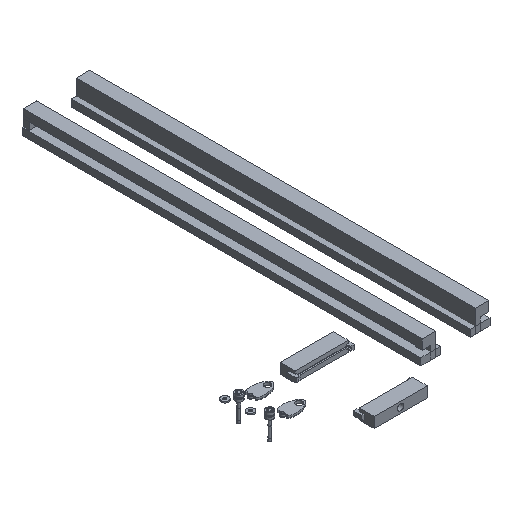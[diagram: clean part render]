
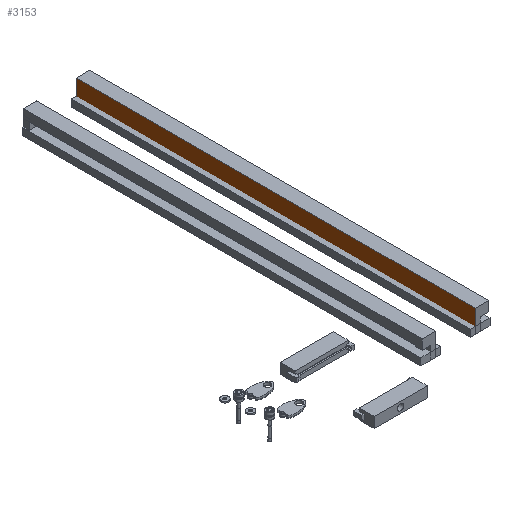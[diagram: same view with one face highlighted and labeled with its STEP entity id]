
A CAD part, isometric view. The second image highlights one B-rep face of the part: STEP entity #3153.
In plain terms, the highlighted planar face has unit normal (-1, 0, 0).
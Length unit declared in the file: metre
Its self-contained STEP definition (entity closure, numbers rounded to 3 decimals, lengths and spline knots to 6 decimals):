
#50=LINE('',#4848,#385);
#61=LINE('',#4870,#396);
#62=LINE('',#4872,#397);
#63=LINE('',#4874,#398);
#385=VECTOR('',#3957,1.);
#396=VECTOR('',#3974,1.);
#397=VECTOR('',#3975,1.);
#398=VECTOR('',#3976,1.);
#857=PLANE('',#3635);
#1053=ORIENTED_EDGE('',*,*,#1862,.T.);
#1054=ORIENTED_EDGE('',*,*,#1863,.T.);
#1055=ORIENTED_EDGE('',*,*,#1864,.T.);
#1056=ORIENTED_EDGE('',*,*,#1851,.F.);
#1851=EDGE_CURVE('',#2260,#2261,#50,.T.);
#1862=EDGE_CURVE('',#2260,#2268,#61,.T.);
#1863=EDGE_CURVE('',#2268,#2269,#62,.T.);
#1864=EDGE_CURVE('',#2269,#2261,#63,.T.);
#2260=VERTEX_POINT('',#4849);
#2261=VERTEX_POINT('',#4850);
#2268=VERTEX_POINT('',#4871);
#2269=VERTEX_POINT('',#4873);
#2618=EDGE_LOOP('',(#1053,#1054,#1055,#1056));
#2873=FACE_BOUND('',#2618,.T.);
#3153=ADVANCED_FACE('',(#2873),#857,.F.);
#3635=AXIS2_PLACEMENT_3D('',#4869,#3972,#3973);
#3957=DIRECTION('',(0.,-1.,0.));
#3972=DIRECTION('',(1.,0.,0.));
#3973=DIRECTION('',(0.,0.,-1.));
#3974=DIRECTION('',(0.,0.,-1.));
#3975=DIRECTION('',(0.,-1.,0.));
#3976=DIRECTION('',(0.,0.,1.));
#4848=CARTESIAN_POINT('',(0.096168,0.073587,0.0254));
#4849=CARTESIAN_POINT('',(0.096168,0.294012,0.0254));
#4850=CARTESIAN_POINT('',(0.096168,-0.028988,0.0254));
#4869=CARTESIAN_POINT('',(0.096168,0.073587,0.0254));
#4870=CARTESIAN_POINT('',(0.096168,0.294012,0.0254));
#4871=CARTESIAN_POINT('',(0.096168,0.294012,0.007));
#4872=CARTESIAN_POINT('',(0.096168,0.073587,0.007));
#4873=CARTESIAN_POINT('',(0.096168,-0.028988,0.007));
#4874=CARTESIAN_POINT('',(0.096168,-0.028988,0.0254));
